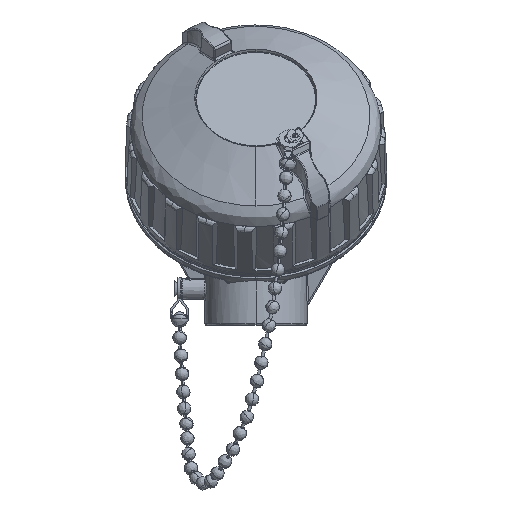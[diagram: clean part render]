
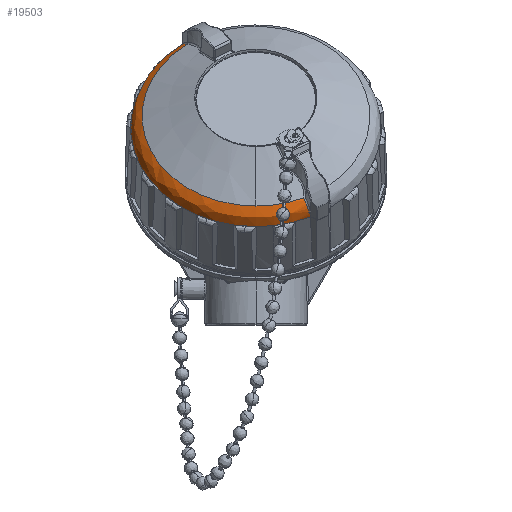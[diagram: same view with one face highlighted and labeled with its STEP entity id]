
A CAD part, left-side view. The second image highlights one B-rep face of the part: STEP entity #19503.
In plain terms, the highlighted free-form (B-spline) face has degree [3, 3] with [4, 4] control points.
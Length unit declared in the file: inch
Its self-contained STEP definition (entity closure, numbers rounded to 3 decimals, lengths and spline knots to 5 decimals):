
#161 = DIRECTION ( 'NONE',  ( -0.317, 0.857, -0.406 ) ) ;
#390 = CIRCLE ( 'NONE', #44847, 1.50407 ) ;
#1388 = DIRECTION ( 'NONE',  ( 0.788, 0., -0.616 ) ) ;
#1398 = CARTESIAN_POINT ( 'NONE',  ( -2.51631, 0.9797, 1.56521 ) ) ;
#1418 = CIRCLE ( 'NONE', #26679, 1.65388 ) ;
#3515 = EDGE_CURVE ( 'NONE', #9205, #27639, #6586, .T. ) ;
#3590 = CARTESIAN_POINT ( 'NONE',  ( -4.2715, -0.74468, -0.61019 ) ) ;
#4056 = CARTESIAN_POINT ( 'NONE',  ( -4.29982, 0.00015, -0.8182 ) ) ;
#4138 = CARTESIAN_POINT ( 'NONE',  ( -2.44981, 0.9541, 1.54972 ) ) ;
#4836 = ORIENTED_EDGE ( 'NONE', *, *, #33772, .T. ) ;
#5016 = EDGE_CURVE ( 'NONE', #48703, #26300, #30520, .T. ) ;
#5517 = CARTESIAN_POINT ( 'NONE',  ( -4.31916, -0.62899, -0.43796 ) ) ;
#6036 = CARTESIAN_POINT ( 'NONE',  ( -2.71225, 0.92786, 1.59068 ) ) ;
#6061 = CARTESIAN_POINT ( 'NONE',  ( -4.31809, -0.65828, -0.50155 ) ) ;
#6586 = B_SPLINE_CURVE_WITH_KNOTS ( 'NONE', 3,
 ( #39606, #26514, #22956, #6061, #51077, #5517 ),
 .UNSPECIFIED., .F., .F.,
 ( 4, 2, 4 ),
 ( 0., 0.5, 1. ),
 .UNSPECIFIED. ) ;
#7176 = CARTESIAN_POINT ( 'NONE',  ( -4.26496, -0.69569, -0.62626 ) ) ;
#7503 = CARTESIAN_POINT ( 'NONE',  ( -3.47807, 0.00015, 0.63859 ) ) ;
#8583 = DIRECTION ( 'NONE',  ( -0.317, 0.857, -0.406 ) ) ;
#8781 = CARTESIAN_POINT ( 'NONE',  ( -2.53168, 0.98094, 1.56957 ) ) ;
#9031 = ORIENTED_EDGE ( 'NONE', *, *, #5016, .F. ) ;
#9205 = VERTEX_POINT ( 'NONE', #7176 ) ;
#11405 = ORIENTED_EDGE ( 'NONE', *, *, #20618, .T. ) ;
#11825 = B_SPLINE_CURVE_WITH_KNOTS ( 'NONE', 3,
 ( #43415, #6036, #46703, #22126, #13697, #22654 ),
 .UNSPECIFIED., .F., .F.,
 ( 4, 2, 4 ),
 ( 0., 0.5, 1. ),
 .UNSPECIFIED. ) ;
#11936 = AXIS2_PLACEMENT_3D ( 'NONE', #39034, #1388, #35470 ) ;
#12161 = DIRECTION ( 'NONE',  ( 0.788, 0., -0.616 ) ) ;
#12658 = ORIENTED_EDGE ( 'NONE', *, *, #46595, .F. ) ;
#13144 = CARTESIAN_POINT ( 'NONE',  ( -2.72163, 0.86769, 1.60678 ) ) ;
#13697 = CARTESIAN_POINT ( 'NONE',  ( -2.57996, 0.97589, 1.58505 ) ) ;
#14421 = CARTESIAN_POINT ( 'NONE',  ( -4.25524, -0.70306, -0.63649 ) ) ;
#15980 = B_SPLINE_CURVE_WITH_KNOTS ( 'NONE', 3,
 ( #17703, #47680, #39234, #46894, #14421, #51244 ),
 .UNSPECIFIED., .F., .F.,
 ( 4, 2, 4 ),
 ( -0.00027, 0.00093, 0.00213 ),
 .UNSPECIFIED. ) ;
#16169 = CARTESIAN_POINT ( 'NONE',  ( -4.1902, -0.74635, -0.67789 ) ) ;
#16836 = CARTESIAN_POINT ( 'NONE',  ( -3.28159, 0.00015, 0.48508 ) ) ;
#17703 = CARTESIAN_POINT ( 'NONE',  ( -4.19822, -0.72002, -0.68815 ) ) ;
#19234 = CARTESIAN_POINT ( 'NONE',  ( -2.46037, 0.97794, 1.5362 ) ) ;
#19503 = ADVANCED_FACE ( 'NONE', ( #37155 ), #24236, .T. ) ;
#20467 = ORIENTED_EDGE ( 'NONE', *, *, #3515, .T. ) ;
#20618 = EDGE_CURVE ( 'NONE', #27639, #52509, #24998, .T. ) ;
#20773 = CARTESIAN_POINT ( 'NONE',  ( -4.98986, 1.82151, -1.7014 ) ) ;
#21037 = CARTESIAN_POINT ( 'NONE',  ( -3.65095, 3.00547, 0.41731 ) ) ;
#21173 = DIRECTION ( 'NONE',  ( 0.788, 0., -0.616 ) ) ;
#21232 = EDGE_CURVE ( 'NONE', #29025, #26778, #37233, .T. ) ;
#21847 = CARTESIAN_POINT ( 'NONE',  ( -2.4872, 0.97814, 1.55323 ) ) ;
#22126 = CARTESIAN_POINT ( 'NONE',  ( -2.61389, 0.96618, 1.59224 ) ) ;
#22654 = CARTESIAN_POINT ( 'NONE',  ( -2.54729, 0.98255, 1.57226 ) ) ;
#22956 = CARTESIAN_POINT ( 'NONE',  ( -4.29982, -0.68105, -0.56565 ) ) ;
#24236 =( BOUNDED_SURFACE ( )  B_SPLINE_SURFACE ( 3, 3, ( 
 ( #13144, #21037, #29731, #24863 ),
 ( #29206, #32768, #46404, #41522 ),
 ( #53510, #24318, #40967, #3590 ),
 ( #4138, #37416, #20773, #16169 ) ),
 .UNSPECIFIED., .F., .F., .T. ) 
 B_SPLINE_SURFACE_WITH_KNOTS ( ( 4, 4 ),
 ( 4, 4 ),
 ( 0., 1. ),
 ( 0., 1. ),
 .UNSPECIFIED. ) 
 GEOMETRIC_REPRESENTATION_ITEM ( )  RATIONAL_B_SPLINE_SURFACE ( (
 ( 1., 0.382, 0.382, 1.),
 ( 0.916, 0.35, 0.35, 0.916),
 ( 0.916, 0.35, 0.35, 0.916),
 ( 1., 0.382, 0.382, 1.) ) ) 
 REPRESENTATION_ITEM ( '' )  SURFACE ( )  );
#24318 = CARTESIAN_POINT ( 'NONE',  ( -3.55459, 3.29745, 0.3074 ) ) ;
#24863 = CARTESIAN_POINT ( 'NONE',  ( -4.30438, -0.67873, -0.41903 ) ) ;
#24998 = CIRCLE ( 'NONE', #11936, 1.50407 ) ;
#26300 = VERTEX_POINT ( 'NONE', #4056 ) ;
#26514 = CARTESIAN_POINT ( 'NONE',  ( -4.28493, -0.68995, -0.59721 ) ) ;
#26679 = AXIS2_PLACEMENT_3D ( 'NONE', #50043, #12161, #8583 ) ;
#26778 = VERTEX_POINT ( 'NONE', #33427 ) ;
#27639 = VERTEX_POINT ( 'NONE', #31901 ) ;
#29025 = VERTEX_POINT ( 'NONE', #19234 ) ;
#29206 = CARTESIAN_POINT ( 'NONE',  ( -2.63386, 0.92054, 1.6332 ) ) ;
#29294 = DIRECTION ( 'NONE',  ( -0.528, -0.515, -0.675 ) ) ;
#29616 = EDGE_CURVE ( 'NONE', #48703, #9205, #15980, .T. ) ;
#29731 = CARTESIAN_POINT ( 'NONE',  ( -5.03159, 1.65652, -1.34983 ) ) ;
#30520 = CIRCLE ( 'NONE', #36669, 1.65388 ) ;
#31901 = CARTESIAN_POINT ( 'NONE',  ( -4.31916, -0.62899, -0.43796 ) ) ;
#31981 = CARTESIAN_POINT ( 'NONE',  ( -4.19822, -0.72002, -0.68815 ) ) ;
#32768 = CARTESIAN_POINT ( 'NONE',  ( -3.6198, 3.18856, 0.37126 ) ) ;
#33427 = CARTESIAN_POINT ( 'NONE',  ( -2.54729, 0.98255, 1.57226 ) ) ;
#33772 = EDGE_CURVE ( 'NONE', #52509, #42896, #390, .T. ) ;
#34201 = DIRECTION ( 'NONE',  ( 0.788, 0., -0.616 ) ) ;
#34916 = CARTESIAN_POINT ( 'NONE',  ( -4.40407, 0.00015, -0.54663 ) ) ;
#35291 = EDGE_LOOP ( 'NONE', ( #9031, #38522, #20467, #11405, #4836, #46448, #47425, #12658 ) ) ;
#35470 = DIRECTION ( 'NONE',  ( -0.528, -0.515, -0.675 ) ) ;
#36669 = AXIS2_PLACEMENT_3D ( 'NONE', #16836, #21173, #161 ) ;
#37155 = FACE_OUTER_BOUND ( 'NONE', #35291, .T. ) ;
#37233 = B_SPLINE_CURVE_WITH_KNOTS ( 'NONE', 3,
 ( #46427, #46168, #21847, #1398, #8781, #46950 ),
 .UNSPECIFIED., .F., .F.,
 ( 4, 2, 4 ),
 ( -0.00027, 0.00093, 0.00213 ),
 .UNSPECIFIED. ) ;
#37416 = CARTESIAN_POINT ( 'NONE',  ( -3.47169, 3.30483, 0.24176 ) ) ;
#38522 = ORIENTED_EDGE ( 'NONE', *, *, #29616, .T. ) ;
#38659 = CARTESIAN_POINT ( 'NONE',  ( -2.74175, 0.91221, 1.58103 ) ) ;
#39034 = CARTESIAN_POINT ( 'NONE',  ( -3.47807, 0.00015, 0.63859 ) ) ;
#39234 = CARTESIAN_POINT ( 'NONE',  ( -4.22236, -0.71719, -0.66767 ) ) ;
#39606 = CARTESIAN_POINT ( 'NONE',  ( -4.26496, -0.69569, -0.62626 ) ) ;
#40967 = CARTESIAN_POINT ( 'NONE',  ( -5.06937, 1.81744, -1.63142 ) ) ;
#41522 = CARTESIAN_POINT ( 'NONE',  ( -4.31303, -0.72009, -0.51604 ) ) ;
#42896 = VERTEX_POINT ( 'NONE', #38659 ) ;
#43415 = CARTESIAN_POINT ( 'NONE',  ( -2.74175, 0.91221, 1.58103 ) ) ;
#44847 = AXIS2_PLACEMENT_3D ( 'NONE', #7503, #34201, #29294 ) ;
#46168 = CARTESIAN_POINT ( 'NONE',  ( -2.47327, 0.9778, 1.54554 ) ) ;
#46404 = CARTESIAN_POINT ( 'NONE',  ( -5.08455, 1.75743, -1.50354 ) ) ;
#46427 = CARTESIAN_POINT ( 'NONE',  ( -2.46037, 0.97794, 1.5362 ) ) ;
#46448 = ORIENTED_EDGE ( 'NONE', *, *, #48963, .T. ) ;
#46595 = EDGE_CURVE ( 'NONE', #26300, #29025, #1418, .T. ) ;
#46703 = CARTESIAN_POINT ( 'NONE',  ( -2.68004, 0.94216, 1.59505 ) ) ;
#46894 = CARTESIAN_POINT ( 'NONE',  ( -4.24465, -0.70897, -0.64696 ) ) ;
#46950 = CARTESIAN_POINT ( 'NONE',  ( -2.54729, 0.98255, 1.57226 ) ) ;
#47425 = ORIENTED_EDGE ( 'NONE', *, *, #21232, .F. ) ;
#47680 = CARTESIAN_POINT ( 'NONE',  ( -4.21052, -0.71957, -0.67803 ) ) ;
#48703 = VERTEX_POINT ( 'NONE', #31981 ) ;
#48963 = EDGE_CURVE ( 'NONE', #42896, #26778, #11825, .T. ) ;
#50043 = CARTESIAN_POINT ( 'NONE',  ( -3.28159, 0.00015, 0.48508 ) ) ;
#51077 = CARTESIAN_POINT ( 'NONE',  ( -4.32147, -0.64442, -0.46903 ) ) ;
#51244 = CARTESIAN_POINT ( 'NONE',  ( -4.26496, -0.69569, -0.62626 ) ) ;
#52509 = VERTEX_POINT ( 'NONE', #34916 ) ;
#53510 = CARTESIAN_POINT ( 'NONE',  ( -2.53499, 0.95197, 1.61244 ) ) ;
